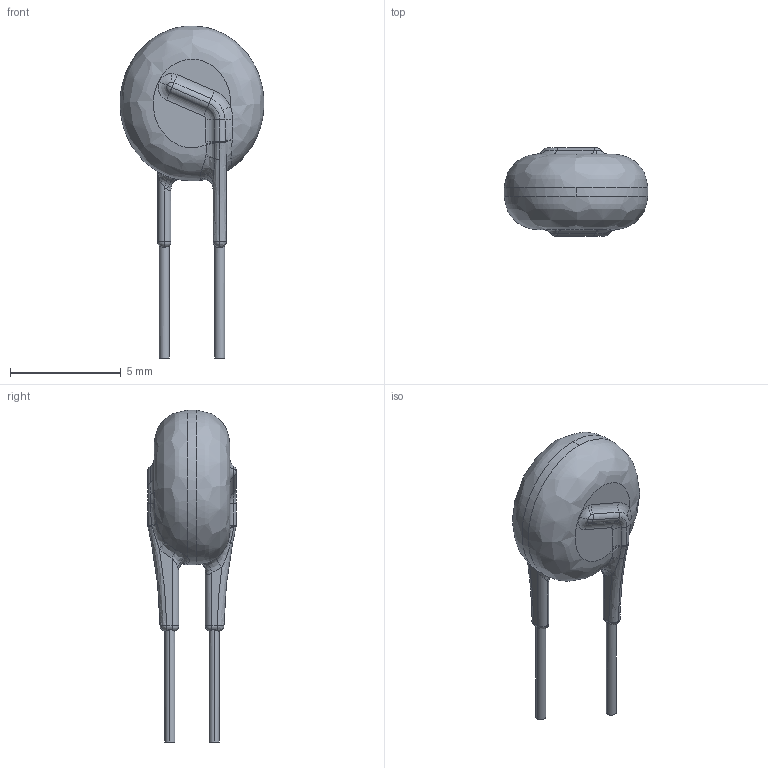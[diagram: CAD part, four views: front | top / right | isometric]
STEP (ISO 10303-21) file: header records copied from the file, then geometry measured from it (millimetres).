
FILE_DESCRIPTION (( 'STEP AP214' ), '1' );
FILE_NAME ('RES-TH_L6.5-W4.0-H10.0-P2.50-D0.5-S2.00.step', '2022-07-28T10:08:47', ( '' ), ( '' ), 'SwSTEP 2.0', 'SolidWorks 2020', '' );
FILE_SCHEMA (( 'AUTOMOTIVE_DESIGN' ));
Length unit declared in the file: millimetre
Products named in the file (1): RES-TH_L6.5-W4.0-H10.0-P2.50-D0.5-S2.00
Bounding box: 6.5 x 4 x 15 mm (x, y, z)
Volume: 110.2 mm3; surface area: 147.9 mm2
Topology: 1 solids, 1 shells, 332 faces, 867 edges, 552 vertices
Faces by surface type: bspline 150, plane 134, cylinder 26, torus 18, sphere 4
Entity records: 15399 total; most frequent: CARTESIAN_POINT 4622, ORIENTED_EDGE 1726, DIRECTION 1029, EDGE_CURVE 863, VERTEX_POINT 552, LINE 447, VECTOR 447, EDGE_LOOP 351
